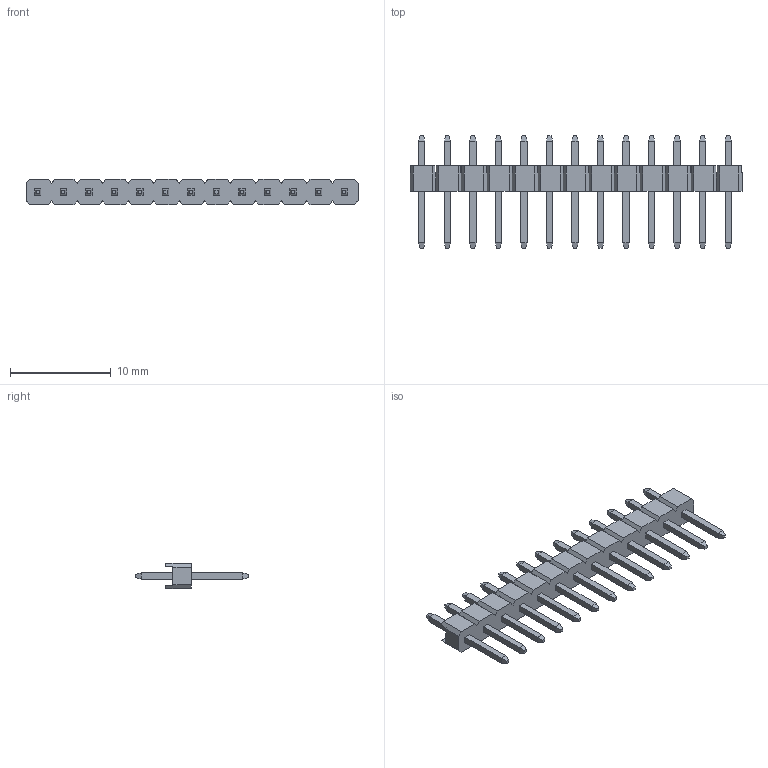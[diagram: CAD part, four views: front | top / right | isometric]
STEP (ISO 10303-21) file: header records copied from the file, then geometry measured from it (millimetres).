
FILE_DESCRIPTION(('STEP AP214'),'1');
FILE_NAME('pin_header_aw140-eg-g13d.stp','2017-04-01T03:12:20',('TraceParts'),('TraceParts S.A.'),'Spatial InterOp 3D',' ',' ');
FILE_SCHEMA(('automotive_design'));
Length unit declared in the file: millimetre
Products named in the file (1): pin_header_aw140-eg-g13d
Bounding box: 33.02 x 11.2 x 2.5 mm (x, y, z)
Volume: 206.3 mm3; surface area: 695 mm2
Topology: 1 solids, 1 shells, 368 faces, 916 edges, 576 vertices
Faces by surface type: plane 368
Entity records: 13528 total; most frequent: CARTESIAN_POINT 1861, ORIENTED_EDGE 1832, DIRECTION 1654, EDGE_CURVE 916, LINE 916, VECTOR 916, VERTEX_POINT 576, EDGE_LOOP 394
